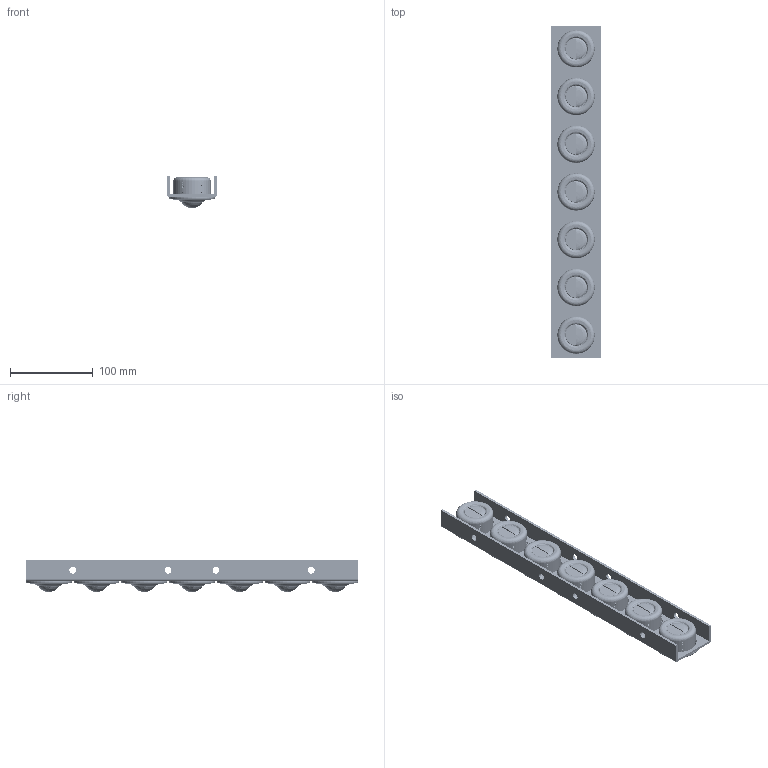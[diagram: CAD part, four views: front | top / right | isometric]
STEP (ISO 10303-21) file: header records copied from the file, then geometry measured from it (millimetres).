
FILE_DESCRIPTION((''),'2;1');
FILE_NAME('R30-400_ASM','2019-01-29T',('Adam Harley'),(''),'PRO/ENGINEER BY PARAMETRIC TECHNOLOGY CORPORATION, 2013320','PRO/ENGINEER BY PARAMETRIC TECHNOLOGY CORPORATION, 2013320','');
FILE_SCHEMA(('CONFIG_CONTROL_DESIGN'));
Products named in the file (4): L30_RAIL_400_MANUFACTURING_R1; LC30-Z; 30BALL; R30-400_ASM
Assembly tree (15 placements, depth 2):
  R30-400_ASM
    L30_RAIL_400_MANUFACTURING_R1
    LC30-Z  x7
    30BALL  x7
Bounding box: 60 x 400 x 38.8 mm (x, y, z)
Volume: 411204.4 mm3; surface area: 162735.7 mm2
Topology: 15 solids, 15 shells, 16835 faces, 48371 edges, 31972 vertices
Faces by surface type: plane 16481, cylinder 144, torus 98, bspline 56, cone 28, sphere 28
Entity records: 79849 total; most frequent: CARTESIAN_POINT 17247, ORIENTED_EDGE 14008, DIRECTION 11392, EDGE_CURVE 7004, VECTOR 5536, LINE 5536, VERTEX_POINT 4636, AXIS2_PLACEMENT_3D 2928
